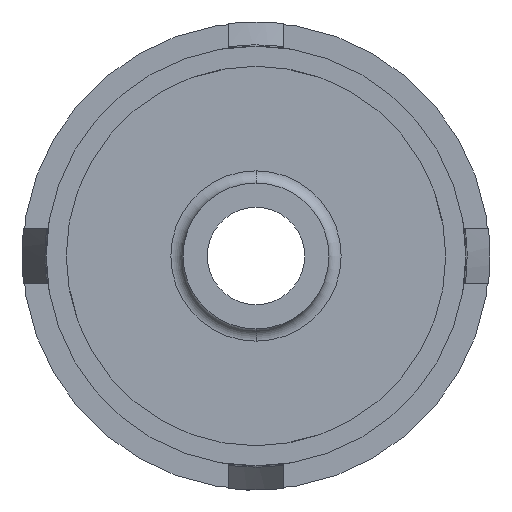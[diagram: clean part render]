
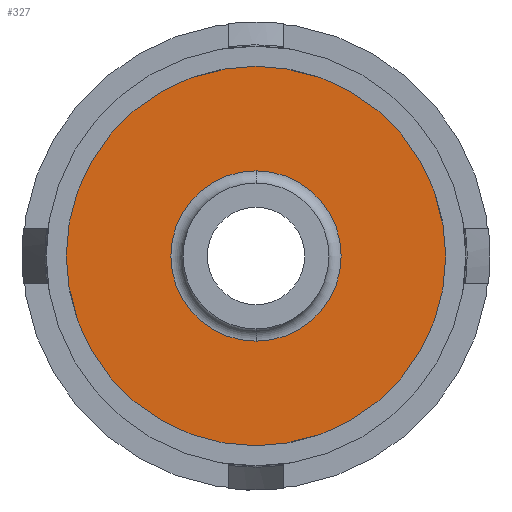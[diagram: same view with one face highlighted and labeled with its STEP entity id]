
A CAD part, front view. The second image highlights one B-rep face of the part: STEP entity #327.
In plain terms, the highlighted planar face has unit normal (0, -1, 0).
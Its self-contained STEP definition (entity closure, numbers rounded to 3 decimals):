
#105 = DIRECTION ( 'NONE',  ( 0., 0., 1. ) ) ;
#185 = CARTESIAN_POINT ( 'NONE',  ( 0., 26., 0. ) ) ;
#192 = VERTEX_POINT ( 'NONE', #3189 ) ;
#327 = ADVANCED_FACE ( 'NONE', ( #2709, #837 ), #3530, .F. ) ;
#449 = DIRECTION ( 'NONE',  ( 0., 1., 0. ) ) ;
#498 = AXIS2_PLACEMENT_3D ( 'NONE', #2859, #1453, #3151 ) ;
#560 = ORIENTED_EDGE ( 'NONE', *, *, #1517, .T. ) ;
#707 = ORIENTED_EDGE ( 'NONE', *, *, #719, .F. ) ;
#719 = EDGE_CURVE ( 'NONE', #192, #2434, #2871, .T. ) ;
#837 = FACE_OUTER_BOUND ( 'NONE', #1851, .T. ) ;
#948 = AXIS2_PLACEMENT_3D ( 'NONE', #2353, #2645, #2078 ) ;
#998 = AXIS2_PLACEMENT_3D ( 'NONE', #3713, #1135, #3404 ) ;
#1135 = DIRECTION ( 'NONE',  ( 0., 1., 0. ) ) ;
#1165 = EDGE_LOOP ( 'NONE', ( #560, #3058 ) ) ;
#1220 = ORIENTED_EDGE ( 'NONE', *, *, #2156, .F. ) ;
#1263 = DIRECTION ( 'NONE',  ( 0., 1., 0. ) ) ;
#1453 = DIRECTION ( 'NONE',  ( 0., 1., 0. ) ) ;
#1517 = EDGE_CURVE ( 'NONE', #1775, #2438, #2423, .T. ) ;
#1555 = AXIS2_PLACEMENT_3D ( 'NONE', #3565, #1263, #105 ) ;
#1715 = CIRCLE ( 'NONE', #1555, 15.6 ) ;
#1775 = VERTEX_POINT ( 'NONE', #3495 ) ;
#1851 = EDGE_LOOP ( 'NONE', ( #707, #1220 ) ) ;
#1916 = CARTESIAN_POINT ( 'NONE',  ( 0., 26., -7. ) ) ;
#1939 = CARTESIAN_POINT ( 'NONE',  ( 0., 26., 15.6 ) ) ;
#2078 = DIRECTION ( 'NONE',  ( 0., 0., 1. ) ) ;
#2156 = EDGE_CURVE ( 'NONE', #2434, #192, #1715, .T. ) ;
#2353 = CARTESIAN_POINT ( 'NONE',  ( 0., 26., 0. ) ) ;
#2423 = CIRCLE ( 'NONE', #3613, 7. ) ;
#2434 = VERTEX_POINT ( 'NONE', #1939 ) ;
#2438 = VERTEX_POINT ( 'NONE', #1916 ) ;
#2497 = EDGE_CURVE ( 'NONE', #2438, #1775, #3505, .T. ) ;
#2645 = DIRECTION ( 'NONE',  ( 0., 1., 0. ) ) ;
#2709 = FACE_BOUND ( 'NONE', #1165, .T. ) ;
#2801 = DIRECTION ( 'NONE',  ( 0., 0., 1. ) ) ;
#2859 = CARTESIAN_POINT ( 'NONE',  ( 0., 26., 0. ) ) ;
#2871 = CIRCLE ( 'NONE', #998, 15.6 ) ;
#3058 = ORIENTED_EDGE ( 'NONE', *, *, #2497, .T. ) ;
#3151 = DIRECTION ( 'NONE',  ( 0., 0., 1. ) ) ;
#3189 = CARTESIAN_POINT ( 'NONE',  ( 0., 26., -15.6 ) ) ;
#3404 = DIRECTION ( 'NONE',  ( 0., 0., 1. ) ) ;
#3495 = CARTESIAN_POINT ( 'NONE',  ( 0., 26., 7. ) ) ;
#3505 = CIRCLE ( 'NONE', #498, 7. ) ;
#3530 = PLANE ( 'NONE',  #948 ) ;
#3565 = CARTESIAN_POINT ( 'NONE',  ( 0., 26., 0. ) ) ;
#3613 = AXIS2_PLACEMENT_3D ( 'NONE', #185, #449, #2801 ) ;
#3713 = CARTESIAN_POINT ( 'NONE',  ( 0., 26., 0. ) ) ;
